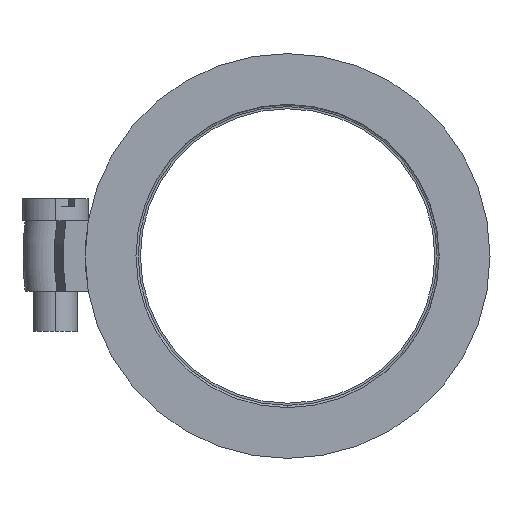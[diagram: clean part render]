
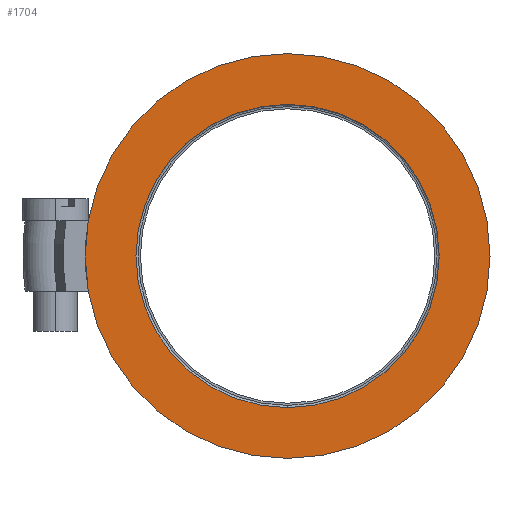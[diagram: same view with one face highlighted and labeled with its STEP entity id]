
A CAD part, left-side view. The second image highlights one B-rep face of the part: STEP entity #1704.
In plain terms, the highlighted planar face has unit normal (-1, 0, 0).
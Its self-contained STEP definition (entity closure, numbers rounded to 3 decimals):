
#65 = EDGE_CURVE ( 'NONE', #3716, #3711, #2267, .T. ) ;
#91 = FACE_OUTER_BOUND ( 'NONE', #2338, .T. ) ;
#217 = CIRCLE ( 'NONE', #5582, 20.6 ) ;
#539 = CIRCLE ( 'NONE', #1950, 27.5 ) ;
#609 = CARTESIAN_POINT ( 'NONE',  ( 0., 0., 0. ) ) ;
#619 = DIRECTION ( 'NONE',  ( -1., 0., 0. ) ) ;
#631 = DIRECTION ( 'NONE',  ( 0., 0., -1. ) ) ;
#987 = CIRCLE ( 'NONE', #1030, 20.6 ) ;
#1030 = AXIS2_PLACEMENT_3D ( 'NONE', #5654, #3999, #4113 ) ;
#1382 = ORIENTED_EDGE ( 'NONE', *, *, #1552, .F. ) ;
#1552 = EDGE_CURVE ( 'NONE', #4382, #5246, #987, .T. ) ;
#1704 = ADVANCED_FACE ( 'NONE', ( #91, #4606 ), #5396, .T. ) ;
#1950 = AXIS2_PLACEMENT_3D ( 'NONE', #2306, #2290, #2268 ) ;
#2170 = AXIS2_PLACEMENT_3D ( 'NONE', #4078, #4360, #4195 ) ;
#2173 = CARTESIAN_POINT ( 'NONE',  ( 0., 0., 27.5 ) ) ;
#2233 = CARTESIAN_POINT ( 'NONE',  ( 0., 0., -27.5 ) ) ;
#2267 = CIRCLE ( 'NONE', #4666, 27.5 ) ;
#2268 = DIRECTION ( 'NONE',  ( 0., 0., -1. ) ) ;
#2290 = DIRECTION ( 'NONE',  ( -1., 0., 0. ) ) ;
#2306 = CARTESIAN_POINT ( 'NONE',  ( 0., 0., 0. ) ) ;
#2338 = EDGE_LOOP ( 'NONE', ( #3193, #3767 ) ) ;
#2480 = EDGE_LOOP ( 'NONE', ( #3252, #1382 ) ) ;
#3193 = ORIENTED_EDGE ( 'NONE', *, *, #4582, .T. ) ;
#3252 = ORIENTED_EDGE ( 'NONE', *, *, #5085, .F. ) ;
#3391 = DIRECTION ( 'NONE',  ( 0., 0., -1. ) ) ;
#3711 = VERTEX_POINT ( 'NONE', #2233 ) ;
#3716 = VERTEX_POINT ( 'NONE', #2173 ) ;
#3767 = ORIENTED_EDGE ( 'NONE', *, *, #65, .T. ) ;
#3981 = CARTESIAN_POINT ( 'NONE',  ( 0., 0., -20.6 ) ) ;
#3999 = DIRECTION ( 'NONE',  ( -1., 0., 0. ) ) ;
#4078 = CARTESIAN_POINT ( 'NONE',  ( 0., -20.6, 0. ) ) ;
#4113 = DIRECTION ( 'NONE',  ( 0., 0., -1. ) ) ;
#4195 = DIRECTION ( 'NONE',  ( 0., 0., -1. ) ) ;
#4360 = DIRECTION ( 'NONE',  ( -1., 0., 0. ) ) ;
#4382 = VERTEX_POINT ( 'NONE', #5068 ) ;
#4582 = EDGE_CURVE ( 'NONE', #3711, #3716, #539, .T. ) ;
#4606 = FACE_BOUND ( 'NONE', #2480, .T. ) ;
#4666 = AXIS2_PLACEMENT_3D ( 'NONE', #609, #619, #631 ) ;
#4750 = CARTESIAN_POINT ( 'NONE',  ( 0., 0., 0. ) ) ;
#5017 = DIRECTION ( 'NONE',  ( -1., 0., 0. ) ) ;
#5068 = CARTESIAN_POINT ( 'NONE',  ( 0., 0., 20.6 ) ) ;
#5085 = EDGE_CURVE ( 'NONE', #5246, #4382, #217, .T. ) ;
#5246 = VERTEX_POINT ( 'NONE', #3981 ) ;
#5396 = PLANE ( 'NONE',  #2170 ) ;
#5582 = AXIS2_PLACEMENT_3D ( 'NONE', #4750, #5017, #3391 ) ;
#5654 = CARTESIAN_POINT ( 'NONE',  ( 0., 0., 0. ) ) ;
